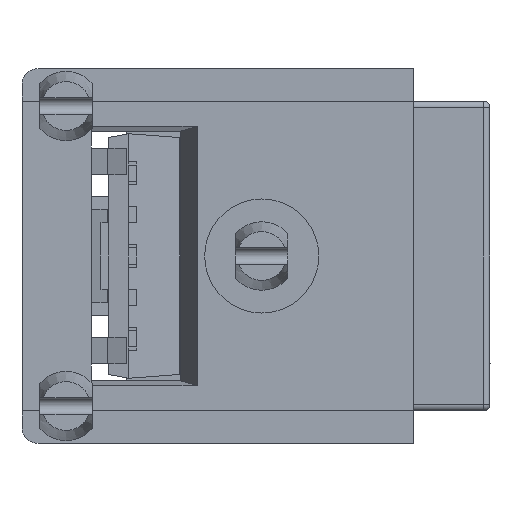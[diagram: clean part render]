
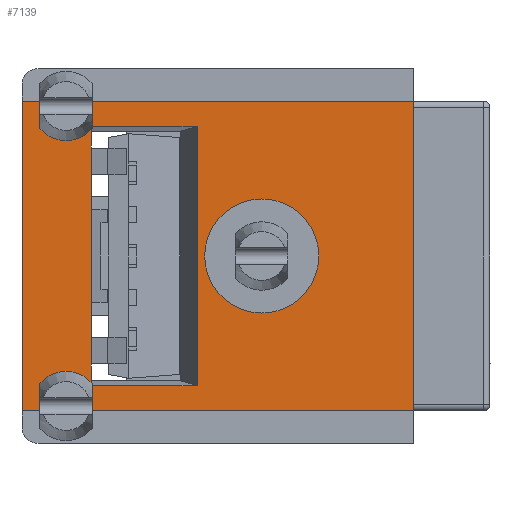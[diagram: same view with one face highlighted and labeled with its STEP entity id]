
A CAD part, front view. The second image highlights one B-rep face of the part: STEP entity #7139.
In plain terms, the highlighted planar face has unit normal (0, -1, 0).
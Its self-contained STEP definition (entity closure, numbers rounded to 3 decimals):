
#141=FACE_BOUND('',#762,.T.);
#142=FACE_BOUND('',#763,.T.);
#382=FACE_OUTER_BOUND('',#761,.T.);
#761=EDGE_LOOP('',(#5626,#5627,#5628,#5629,#5630,#5631,#5632,#5633,#5634,
#5635,#5636,#5637));
#762=EDGE_LOOP('',(#5638,#5639,#5640,#5641,#5642,#5643,#5644,#5645,#5646,
#5647,#5648,#5649,#5650,#5651,#5652,#5653));
#763=EDGE_LOOP('',(#5654));
#958=CIRCLE('',#7556,0.9);
#961=CIRCLE('',#7561,0.9);
#962=CIRCLE('',#7562,1.75);
#1259=LINE('',#10053,#2104);
#1270=LINE('',#10075,#2115);
#1526=LINE('',#10664,#2371);
#1594=LINE('',#10801,#2439);
#1630=LINE('',#10883,#2475);
#1632=LINE('',#10887,#2477);
#1640=LINE('',#10967,#2485);
#1647=LINE('',#11004,#2492);
#1648=LINE('',#11007,#2493);
#1649=LINE('',#11009,#2494);
#1650=LINE('',#11011,#2495);
#1651=LINE('',#11014,#2496);
#1652=LINE('',#11016,#2497);
#1653=LINE('',#11018,#2498);
#1654=LINE('',#11020,#2499);
#1655=LINE('',#11022,#2500);
#1656=LINE('',#11024,#2501);
#1657=LINE('',#11026,#2502);
#1658=LINE('',#11028,#2503);
#1659=LINE('',#11030,#2504);
#1660=LINE('',#11031,#2505);
#1661=LINE('',#11033,#2506);
#1662=LINE('',#11035,#2507);
#1663=LINE('',#11037,#2508);
#1664=LINE('',#11039,#2509);
#1665=LINE('',#11040,#2510);
#2104=VECTOR('',#8206,0.01);
#2115=VECTOR('',#8221,0.01);
#2371=VECTOR('',#8739,9.5);
#2439=VECTOR('',#8841,9.5);
#2475=VECTOR('',#8913,9.85);
#2477=VECTOR('',#8917,0.55);
#2485=VECTOR('',#8929,0.562);
#2492=VECTOR('',#8950,0.562);
#2493=VECTOR('',#8953,0.55);
#2494=VECTOR('',#8954,9.85);
#2495=VECTOR('',#8955,0.562);
#2496=VECTOR('',#8958,0.562);
#2497=VECTOR('',#8959,0.82);
#2498=VECTOR('',#8960,0.01);
#2499=VECTOR('',#8961,0.665);
#2500=VECTOR('',#8962,3.25);
#2501=VECTOR('',#8963,7.95);
#2502=VECTOR('',#8964,3.25);
#2503=VECTOR('',#8965,0.665);
#2504=VECTOR('',#8966,0.01);
#2505=VECTOR('',#8967,0.82);
#2506=VECTOR('',#8968,1.06);
#2507=VECTOR('',#8969,0.01);
#2508=VECTOR('',#8970,2.86);
#2509=VECTOR('',#8971,0.01);
#2510=VECTOR('',#8972,1.06);
#2874=VERTEX_POINT('',#10050);
#2875=VERTEX_POINT('',#10052);
#2883=VERTEX_POINT('',#10072);
#2884=VERTEX_POINT('',#10074);
#3073=VERTEX_POINT('',#10661);
#3074=VERTEX_POINT('',#10663);
#3125=VERTEX_POINT('',#10798);
#3126=VERTEX_POINT('',#10800);
#3154=VERTEX_POINT('',#10882);
#3155=VERTEX_POINT('',#10886);
#3157=VERTEX_POINT('',#10891);
#3168=VERTEX_POINT('',#10973);
#3178=VERTEX_POINT('',#11006);
#3179=VERTEX_POINT('',#11008);
#3180=VERTEX_POINT('',#11010);
#3181=VERTEX_POINT('',#11012);
#3182=VERTEX_POINT('',#11015);
#3183=VERTEX_POINT('',#11017);
#3184=VERTEX_POINT('',#11019);
#3185=VERTEX_POINT('',#11021);
#3186=VERTEX_POINT('',#11023);
#3187=VERTEX_POINT('',#11025);
#3188=VERTEX_POINT('',#11027);
#3189=VERTEX_POINT('',#11029);
#3190=VERTEX_POINT('',#11032);
#3191=VERTEX_POINT('',#11034);
#3192=VERTEX_POINT('',#11036);
#3193=VERTEX_POINT('',#11038);
#3194=VERTEX_POINT('',#11041);
#3600=EDGE_CURVE('',#2875,#2874,#1259,.T.);
#3611=EDGE_CURVE('',#2883,#2884,#1270,.T.);
#3901=EDGE_CURVE('',#3073,#3074,#1526,.T.);
#3972=EDGE_CURVE('',#3126,#3125,#1594,.T.);
#4015=EDGE_CURVE('',#3074,#3154,#1630,.T.);
#4017=EDGE_CURVE('',#3155,#3125,#1632,.T.);
#4030=EDGE_CURVE('',#3157,#3154,#1640,.T.);
#4033=EDGE_CURVE('',#3168,#3157,#958,.T.);
#4045=EDGE_CURVE('',#3155,#3168,#1647,.T.);
#4046=EDGE_CURVE('',#3126,#3178,#1648,.T.);
#4047=EDGE_CURVE('',#3179,#3073,#1649,.T.);
#4048=EDGE_CURVE('',#3180,#3179,#1650,.T.);
#4049=EDGE_CURVE('',#3180,#3181,#961,.T.);
#4050=EDGE_CURVE('',#3178,#3181,#1651,.T.);
#4051=EDGE_CURVE('',#3182,#2874,#1652,.T.);
#4052=EDGE_CURVE('',#3183,#3182,#1653,.T.);
#4053=EDGE_CURVE('',#3183,#3184,#1654,.T.);
#4054=EDGE_CURVE('',#3184,#3185,#1655,.T.);
#4055=EDGE_CURVE('',#3186,#3185,#1656,.T.);
#4056=EDGE_CURVE('',#3186,#3187,#1657,.T.);
#4057=EDGE_CURVE('',#3187,#3188,#1658,.T.);
#4058=EDGE_CURVE('',#3188,#3189,#1659,.T.);
#4059=EDGE_CURVE('',#2884,#3189,#1660,.T.);
#4060=EDGE_CURVE('',#2883,#3190,#1661,.T.);
#4061=EDGE_CURVE('',#3190,#3191,#1662,.T.);
#4062=EDGE_CURVE('',#3192,#3191,#1663,.T.);
#4063=EDGE_CURVE('',#3192,#3193,#1664,.T.);
#4064=EDGE_CURVE('',#3193,#2875,#1665,.T.);
#4065=EDGE_CURVE('',#3194,#3194,#962,.T.);
#5626=ORIENTED_EDGE('',*,*,#4046,.F.);
#5627=ORIENTED_EDGE('',*,*,#3972,.T.);
#5628=ORIENTED_EDGE('',*,*,#4017,.F.);
#5629=ORIENTED_EDGE('',*,*,#4045,.T.);
#5630=ORIENTED_EDGE('',*,*,#4033,.T.);
#5631=ORIENTED_EDGE('',*,*,#4030,.T.);
#5632=ORIENTED_EDGE('',*,*,#4015,.F.);
#5633=ORIENTED_EDGE('',*,*,#3901,.F.);
#5634=ORIENTED_EDGE('',*,*,#4047,.F.);
#5635=ORIENTED_EDGE('',*,*,#4048,.F.);
#5636=ORIENTED_EDGE('',*,*,#4049,.T.);
#5637=ORIENTED_EDGE('',*,*,#4050,.F.);
#5638=ORIENTED_EDGE('',*,*,#4051,.F.);
#5639=ORIENTED_EDGE('',*,*,#4052,.F.);
#5640=ORIENTED_EDGE('',*,*,#4053,.T.);
#5641=ORIENTED_EDGE('',*,*,#4054,.T.);
#5642=ORIENTED_EDGE('',*,*,#4055,.F.);
#5643=ORIENTED_EDGE('',*,*,#4056,.T.);
#5644=ORIENTED_EDGE('',*,*,#4057,.T.);
#5645=ORIENTED_EDGE('',*,*,#4058,.T.);
#5646=ORIENTED_EDGE('',*,*,#4059,.F.);
#5647=ORIENTED_EDGE('',*,*,#3611,.F.);
#5648=ORIENTED_EDGE('',*,*,#4060,.T.);
#5649=ORIENTED_EDGE('',*,*,#4061,.T.);
#5650=ORIENTED_EDGE('',*,*,#4062,.F.);
#5651=ORIENTED_EDGE('',*,*,#4063,.T.);
#5652=ORIENTED_EDGE('',*,*,#4064,.T.);
#5653=ORIENTED_EDGE('',*,*,#3600,.T.);
#5654=ORIENTED_EDGE('',*,*,#4065,.F.);
#6515=PLANE('',#7560);
#7139=ADVANCED_FACE('',(#382,#141,#142),#6515,.F.);
#7556=AXIS2_PLACEMENT_3D('',#10974,#8937,#8938);
#7560=AXIS2_PLACEMENT_3D('',#11005,#8951,#8952);
#7561=AXIS2_PLACEMENT_3D('',#11013,#8956,#8957);
#7562=AXIS2_PLACEMENT_3D('',#11042,#8973,#8974);
#8206=DIRECTION('',(1.,0.,0.));
#8221=DIRECTION('',(1.,0.,0.));
#8739=DIRECTION('',(0.,0.,-1.));
#8841=DIRECTION('',(0.,0.,-1.));
#8913=DIRECTION('',(-1.,0.,0.));
#8917=DIRECTION('',(-1.,0.,0.));
#8929=DIRECTION('',(0.,0.,-1.));
#8937=DIRECTION('center_axis',(0.,1.,0.));
#8938=DIRECTION('ref_axis',(-0.889,0.,0.458));
#8950=DIRECTION('',(0.,0.,1.));
#8951=DIRECTION('center_axis',(0.,1.,0.));
#8952=DIRECTION('ref_axis',(0.,0.,-1.));
#8953=DIRECTION('',(1.,0.,0.));
#8954=DIRECTION('',(1.,0.,0.));
#8955=DIRECTION('',(0.,0.,1.));
#8956=DIRECTION('center_axis',(0.,1.,0.));
#8957=DIRECTION('ref_axis',(0.889,0.,-0.458));
#8958=DIRECTION('',(0.,0.,-1.));
#8959=DIRECTION('',(0.,0.,-1.));
#8960=DIRECTION('',(1.,0.,0.));
#8961=DIRECTION('',(0.,0.,1.));
#8962=DIRECTION('',(1.,0.,0.));
#8963=DIRECTION('',(0.,0.,1.));
#8964=DIRECTION('',(-1.,0.,0.));
#8965=DIRECTION('',(0.,0.,1.));
#8966=DIRECTION('',(1.,0.,0.));
#8967=DIRECTION('',(0.,0.,-1.));
#8968=DIRECTION('',(0.,0.,1.));
#8969=DIRECTION('',(1.,0.,0.));
#8970=DIRECTION('',(0.,0.,-1.));
#8971=DIRECTION('',(-1.,0.,0.));
#8972=DIRECTION('',(0.,0.,1.));
#8973=DIRECTION('center_axis',(0.,-1.,0.));
#8974=DIRECTION('ref_axis',(0.,0.,-1.));
#10050=CARTESIAN_POINT('',(-9.87,-6.,2.49));
#10052=CARTESIAN_POINT('',(-9.88,-6.,2.49));
#10053=CARTESIAN_POINT('',(-9.88,-6.,2.49));
#10072=CARTESIAN_POINT('',(-9.88,-6.,-2.49));
#10074=CARTESIAN_POINT('',(-9.87,-6.,-2.49));
#10075=CARTESIAN_POINT('',(-9.88,-6.,-2.49));
#10661=CARTESIAN_POINT('',(0.,-6.,4.75));
#10663=CARTESIAN_POINT('',(0.,-6.,-4.75));
#10664=CARTESIAN_POINT('',(0.,-6.,4.75));
#10798=CARTESIAN_POINT('',(-12.,-6.,-4.75));
#10800=CARTESIAN_POINT('',(-12.,-6.,4.75));
#10801=CARTESIAN_POINT('',(-12.,-6.,4.75));
#10882=CARTESIAN_POINT('',(-9.85,-6.,-4.75));
#10883=CARTESIAN_POINT('',(0.,-6.,-4.75));
#10886=CARTESIAN_POINT('',(-11.45,-6.,-4.75));
#10887=CARTESIAN_POINT('',(-11.45,-6.,-4.75));
#10891=CARTESIAN_POINT('',(-9.85,-6.,-4.188));
#10967=CARTESIAN_POINT('',(-9.85,-6.,-4.188));
#10973=CARTESIAN_POINT('',(-11.45,-6.,-4.188));
#10974=CARTESIAN_POINT('Origin',(-10.65,-6.,-4.6));
#11004=CARTESIAN_POINT('',(-11.45,-6.,-4.75));
#11005=CARTESIAN_POINT('Origin',(-12.,-6.,4.75));
#11006=CARTESIAN_POINT('',(-11.45,-6.,4.75));
#11007=CARTESIAN_POINT('',(-12.,-6.,4.75));
#11008=CARTESIAN_POINT('',(-9.85,-6.,4.75));
#11009=CARTESIAN_POINT('',(-9.85,-6.,4.75));
#11010=CARTESIAN_POINT('',(-9.85,-6.,4.188));
#11011=CARTESIAN_POINT('',(-9.85,-6.,4.188));
#11012=CARTESIAN_POINT('',(-11.45,-6.,4.188));
#11013=CARTESIAN_POINT('Origin',(-10.65,-6.,4.6));
#11014=CARTESIAN_POINT('',(-11.45,-6.,4.75));
#11015=CARTESIAN_POINT('',(-9.87,-6.,3.31));
#11016=CARTESIAN_POINT('',(-9.87,-6.,3.31));
#11017=CARTESIAN_POINT('',(-9.88,-6.,3.31));
#11018=CARTESIAN_POINT('',(-9.88,-6.,3.31));
#11019=CARTESIAN_POINT('',(-9.88,-6.,3.975));
#11020=CARTESIAN_POINT('',(-9.88,-6.,3.31));
#11021=CARTESIAN_POINT('',(-6.63,-6.,3.975));
#11022=CARTESIAN_POINT('',(-9.88,-6.,3.975));
#11023=CARTESIAN_POINT('',(-6.63,-6.,-3.975));
#11024=CARTESIAN_POINT('',(-6.63,-6.,-3.975));
#11025=CARTESIAN_POINT('',(-9.88,-6.,-3.975));
#11026=CARTESIAN_POINT('',(-6.63,-6.,-3.975));
#11027=CARTESIAN_POINT('',(-9.88,-6.,-3.31));
#11028=CARTESIAN_POINT('',(-9.88,-6.,-3.975));
#11029=CARTESIAN_POINT('',(-9.87,-6.,-3.31));
#11030=CARTESIAN_POINT('',(-9.88,-6.,-3.31));
#11031=CARTESIAN_POINT('',(-9.87,-6.,-2.49));
#11032=CARTESIAN_POINT('',(-9.88,-6.,-1.43));
#11033=CARTESIAN_POINT('',(-9.88,-6.,-2.49));
#11034=CARTESIAN_POINT('',(-9.87,-6.,-1.43));
#11035=CARTESIAN_POINT('',(-9.88,-6.,-1.43));
#11036=CARTESIAN_POINT('',(-9.87,-6.,1.43));
#11037=CARTESIAN_POINT('',(-9.87,-6.,1.43));
#11038=CARTESIAN_POINT('',(-9.88,-6.,1.43));
#11039=CARTESIAN_POINT('',(-9.87,-6.,1.43));
#11040=CARTESIAN_POINT('',(-9.88,-6.,1.43));
#11041=CARTESIAN_POINT('',(-4.65,-6.,-1.75));
#11042=CARTESIAN_POINT('Origin',(-4.65,-6.,0.));
